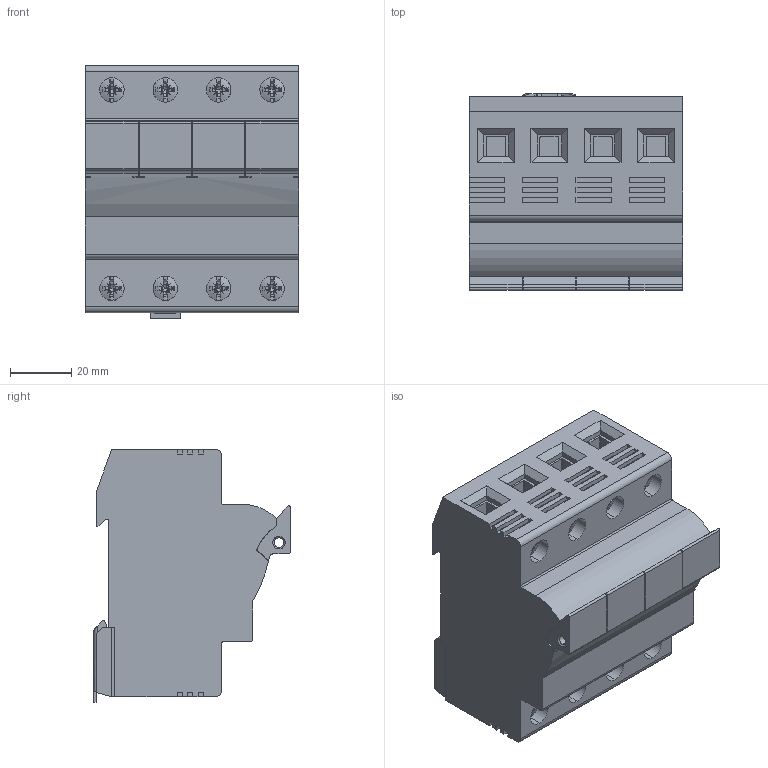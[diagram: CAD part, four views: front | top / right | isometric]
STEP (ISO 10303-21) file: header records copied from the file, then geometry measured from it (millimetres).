
FILE_DESCRIPTION((''),'2;1');
FILE_NAME('EFD10_4P_DIM','2017-06-13T',('janez.tomelj'),('Audax d.o.o.'),'CREO PARAMETRIC BY PTC INC, 2015290','CREO PARAMETRIC BY PTC INC, 2015290','');
FILE_SCHEMA(('CONFIG_CONTROL_DESIGN'));
Length unit declared in the file: millimetre
Products named in the file (1): EFD10_4P_DIM
Bounding box: 70 x 64.35 x 82.89 mm (x, y, z)
Volume: 258258.6 mm3; surface area: 38126.8 mm2
Topology: 1 solids, 1 shells, 866 faces, 2415 edges, 1560 vertices
Faces by surface type: plane 655, cylinder 109, cone 64, sphere 16, bspline 14, torus 8
Entity records: 31908 total; most frequent: CARTESIAN_POINT 10104, ORIENTED_EDGE 4798, DIRECTION 4181, EDGE_CURVE 2399, VECTOR 1569, LINE 1569, VERTEX_POINT 1560, AXIS2_PLACEMENT_3D 1306
